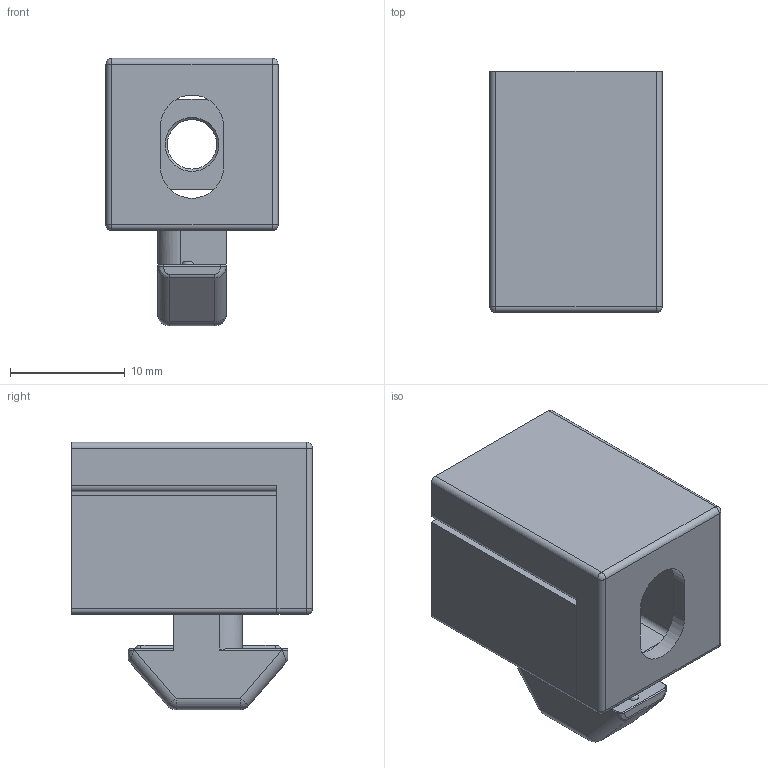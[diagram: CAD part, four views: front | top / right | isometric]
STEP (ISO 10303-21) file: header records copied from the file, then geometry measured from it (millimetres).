
FILE_DESCRIPTION((''),'2;1');
FILE_NAME('AR3347.stp','2025-06-18T14:28:01',('arma01'),(''),'Autodesk Inventor 2013','Autodesk Inventor 2013','');
FILE_SCHEMA(('AUTOMOTIVE_DESIGN { 1 0 10303 214 1 1 1 1 }'));
Length unit declared in the file: millimetre
Products named in the file (4): AR3347
Assembly tree (3 placements, depth 2):
  AR3347
    AR3347
    AR3347
    AR3347
Bounding box: 15 x 21 x 23.3 mm (x, y, z)
Volume: 3452.1 mm3; surface area: 4098.2 mm2
Topology: 3 solids, 3 shells, 172 faces, 448 edges, 291 vertices
Faces by surface type: plane 78, cylinder 63, bspline 14, sphere 8, torus 7, cone 2
Full cylindrical faces by diameter (mm): 4.3 x1
Entity records: 5884 total; most frequent: CARTESIAN_POINT 1478, DIRECTION 910, ORIENTED_EDGE 872, EDGE_CURVE 436, AXIS2_PLACEMENT_3D 323, VERTEX_POINT 279, VECTOR 264, LINE 264
